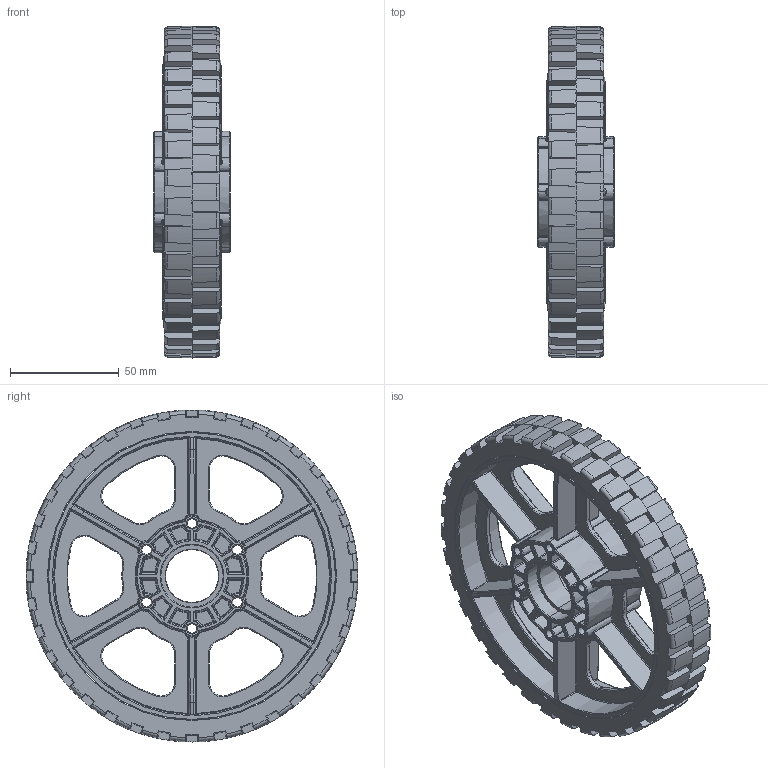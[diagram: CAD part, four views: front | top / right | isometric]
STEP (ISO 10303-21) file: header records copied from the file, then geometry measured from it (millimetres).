
FILE_DESCRIPTION (( 'STEP AP214' ), '1' );
FILE_NAME ('6-HiGrip-am-940aSTEP.STEP', '2014-03-19T12:55:13', ( '' ), ( '' ), 'SwSTEP 2.0', 'SolidWorks 2010', '' );
FILE_SCHEMA (( 'AUTOMOTIVE_DESIGN' ));
Length unit declared in the file: inch
Products named in the file (3): 6 wheel Rev 4; 6 wheel tread II; 6-HiGrip-am-940aSTEP
Assembly tree (2 placements, depth 2):
  6-HiGrip-am-940aSTEP
    6 wheel Rev 4
    6 wheel tread II
Bounding box: 34.92 x 152.39 x 152.4 mm (x, y, z)
Volume: 173883.1 mm3; surface area: 108735.7 mm2
Topology: 2 solids, 2 shells, 3237 faces, 7494 edges, 4156 vertices
Faces by surface type: bspline 784, torus 683, cylinder 627, plane 601, sphere 291, cone 251
Entity records: 125968 total; most frequent: CARTESIAN_POINT 42802, ORIENTED_EDGE 14724, DIRECTION 14182, EDGE_CURVE 7362, AXIS2_PLACEMENT_3D 6164, VERTEX_POINT 4156, CIRCLE 3706, EDGE_LOOP 3292
